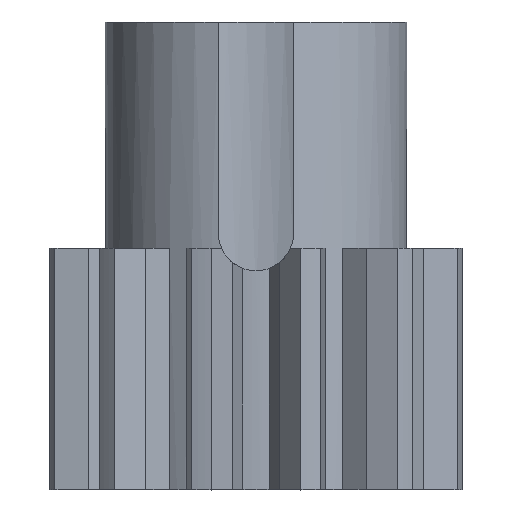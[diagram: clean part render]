
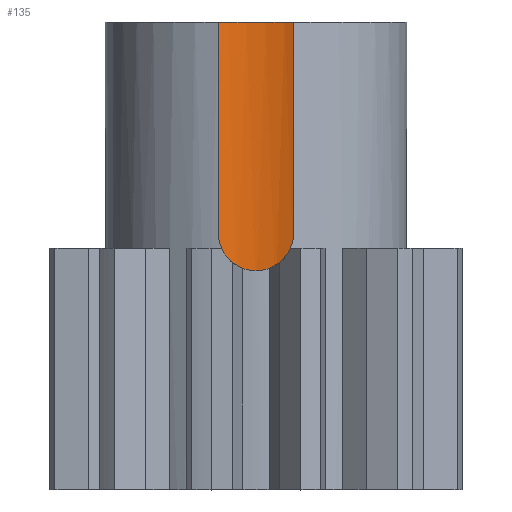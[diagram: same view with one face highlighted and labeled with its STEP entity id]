
A CAD part, top view. The second image highlights one B-rep face of the part: STEP entity #135.
In plain terms, the highlighted cylindrical face has radius 7.5 mm (diameter 15 mm), a full revolution.
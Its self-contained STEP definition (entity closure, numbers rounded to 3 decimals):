
#135=ADVANCED_FACE('',(#332,#333),#334,.F.);
#332=FACE_OUTER_BOUND('',#592,.T.);
#333=FACE_OUTER_BOUND('',#593,.T.);
#334=CYLINDRICAL_SURFACE('',#594,7.5);
#592=EDGE_LOOP('',(#927,#928,#929,#930,#931));
#593=EDGE_LOOP('',(#932));
#594=AXIS2_PLACEMENT_3D('',#933,#934,#935);
#927=ORIENTED_EDGE('',*,*,#1697,.F.);
#928=ORIENTED_EDGE('',*,*,#1698,.T.);
#929=ORIENTED_EDGE('',*,*,#1682,.T.);
#930=ORIENTED_EDGE('',*,*,#1699,.T.);
#931=ORIENTED_EDGE('',*,*,#1700,.T.);
#932=ORIENTED_EDGE('',*,*,#1701,.F.);
#933=CARTESIAN_POINT('',(86.2,-63.0,0.));
#934=DIRECTION('',(0.,1.0,-0.0));
#935=DIRECTION('',(0.0,0.0,1.0));
#1682=EDGE_CURVE('',#2058,#2056,#2059,.T.);
#1697=EDGE_CURVE('',#2084,#2085,#2086,.T.);
#1698=EDGE_CURVE('',#2084,#2058,#2087,.F.);
#1699=EDGE_CURVE('',#2056,#2088,#2089,.T.);
#1700=EDGE_CURVE('',#2088,#2085,#2090,.T.);
#1701=EDGE_CURVE('',#2091,#2091,#2092,.T.);
#2056=VERTEX_POINT('',#2591);
#2058=VERTEX_POINT('',#2594);
#2059=B_SPLINE_CURVE_WITH_KNOTS('',3,(#2595,#2596,#2597,#2598,#2599,#2600,#2601,#2602,#2603,#2604,#2605,#2606,#2607,#2608,#2609,#2610),.UNSPECIFIED.,.F.,.F.,(4,2,2,2,2,2,2,4),(0.0,0.,0.001,0.001,0.002,0.003,0.003,0.004),.UNSPECIFIED.);
#2084=VERTEX_POINT('',#2644);
#2085=VERTEX_POINT('',#2645);
#2086=CIRCLE('',#2646,7.5);
#2087=LINE('',#2647,#2648);
#2088=VERTEX_POINT('',#2649);
#2089=B_SPLINE_CURVE_WITH_KNOTS('',3,(#2650,#2651,#2652,#2653,#2654,#2655,#2656,#2657,#2658,#2659,#2660,#2661,#2662,#2663,#2664,#2665),.UNSPECIFIED.,.F.,.F.,(4,2,2,2,2,2,2,4),(0.0,0.,0.001,0.001,0.002,0.003,0.003,0.004),.UNSPECIFIED.);
#2090=LINE('',#2666,#2667);
#2091=VERTEX_POINT('',#2668);
#2092=CIRCLE('',#2669,7.5);
#2591=CARTESIAN_POINT('',(86.2,-61.0,7.5));
#2594=CARTESIAN_POINT('',(83.7,-58.5,7.071));
#2595=CARTESIAN_POINT('',(83.7,-58.5,7.071));
#2596=CARTESIAN_POINT('',(83.7,-58.666,7.071));
#2597=CARTESIAN_POINT('',(83.716,-58.83,7.077));
#2598=CARTESIAN_POINT('',(83.781,-59.151,7.099));
#2599=CARTESIAN_POINT('',(83.829,-59.31,7.116));
#2600=CARTESIAN_POINT('',(83.955,-59.612,7.156));
#2601=CARTESIAN_POINT('',(84.032,-59.755,7.18));
#2602=CARTESIAN_POINT('',(84.213,-60.026,7.233));
#2603=CARTESIAN_POINT('',(84.317,-60.153,7.261));
#2604=CARTESIAN_POINT('',(84.66,-60.496,7.344));
#2605=CARTESIAN_POINT('',(84.937,-60.682,7.399));
#2606=CARTESIAN_POINT('',(85.387,-60.87,7.457));
#2607=CARTESIAN_POINT('',(85.546,-60.918,7.473));
#2608=CARTESIAN_POINT('',(85.87,-60.984,7.494));
#2609=CARTESIAN_POINT('',(86.034,-61.0,7.5));
#2610=CARTESIAN_POINT('',(86.2,-61.0,7.5));
#2644=CARTESIAN_POINT('',(83.7,-44.5,7.071));
#2645=CARTESIAN_POINT('',(88.7,-44.5,7.071));
#2646=AXIS2_PLACEMENT_3D('',#3227,#3228,#3229);
#2647=CARTESIAN_POINT('',(83.7,-63.0,7.071));
#2648=VECTOR('',#3230,1.0);
#2649=CARTESIAN_POINT('',(88.7,-58.5,7.071));
#2650=CARTESIAN_POINT('',(86.2,-61.0,7.5));
#2651=CARTESIAN_POINT('',(86.366,-61.0,7.5));
#2652=CARTESIAN_POINT('',(86.53,-60.984,7.494));
#2653=CARTESIAN_POINT('',(86.851,-60.919,7.473));
#2654=CARTESIAN_POINT('',(87.01,-60.871,7.458));
#2655=CARTESIAN_POINT('',(87.312,-60.745,7.419));
#2656=CARTESIAN_POINT('',(87.455,-60.668,7.395));
#2657=CARTESIAN_POINT('',(87.726,-60.487,7.344));
#2658=CARTESIAN_POINT('',(87.853,-60.382,7.316));
#2659=CARTESIAN_POINT('',(88.196,-60.039,7.233));
#2660=CARTESIAN_POINT('',(88.382,-59.763,7.177));
#2661=CARTESIAN_POINT('',(88.57,-59.313,7.116));
#2662=CARTESIAN_POINT('',(88.619,-59.154,7.099));
#2663=CARTESIAN_POINT('',(88.684,-58.83,7.077));
#2664=CARTESIAN_POINT('',(88.7,-58.666,7.071));
#2665=CARTESIAN_POINT('',(88.7,-58.5,7.071));
#2666=CARTESIAN_POINT('',(88.7,-63.0,7.071));
#2667=VECTOR('',#3231,1.0);
#2668=CARTESIAN_POINT('',(86.2,-63.0,7.5));
#2669=AXIS2_PLACEMENT_3D('',#3232,#3233,#3234);
#3227=CARTESIAN_POINT('',(86.2,-44.5,0.));
#3228=DIRECTION('',(0.,-1.0,0.0));
#3229=DIRECTION('',(0.0,0.0,1.0));
#3230=DIRECTION('',(0.,1.0,0.0));
#3231=DIRECTION('',(0.,1.0,0.0));
#3232=CARTESIAN_POINT('',(86.2,-63.0,0.));
#3233=DIRECTION('',(0.,1.0,-0.0));
#3234=DIRECTION('',(0.0,0.0,1.0));
